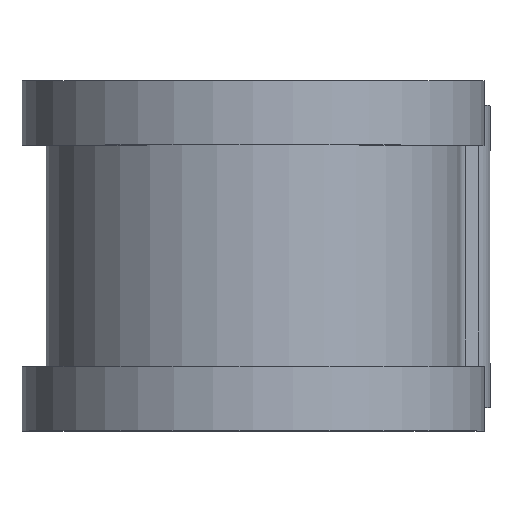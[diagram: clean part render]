
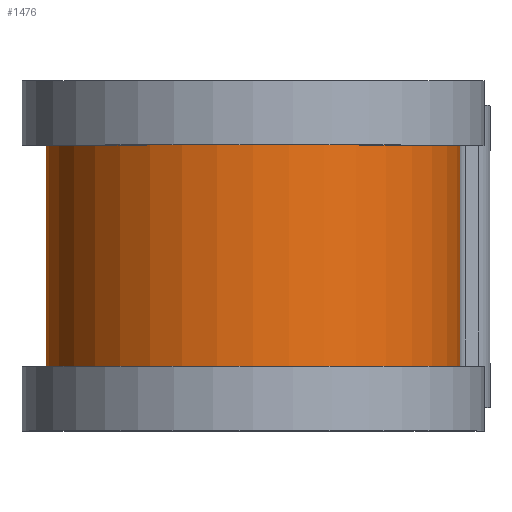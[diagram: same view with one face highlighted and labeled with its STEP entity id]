
A CAD part, top view. The second image highlights one B-rep face of the part: STEP entity #1476.
In plain terms, the highlighted cylindrical face has radius 13.056 mm (diameter 26.111 mm), a partial arc.
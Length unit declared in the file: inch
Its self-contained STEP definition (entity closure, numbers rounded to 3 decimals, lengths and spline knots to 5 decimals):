
#44 = AXIS2_PLACEMENT_3D ( 'NONE', #1718, #242, #1428 ) ;
#74 = VECTOR ( 'NONE', #641, 39.37008 ) ;
#76 = CIRCLE ( 'NONE', #1120, 0.514 ) ;
#81 = EDGE_LOOP ( 'NONE', ( #617, #1163, #1411, #1350 ) ) ;
#125 = CARTESIAN_POINT ( 'NONE',  ( 0., -0.275, 0. ) ) ;
#135 = DIRECTION ( 'NONE',  ( 0., 0., -1. ) ) ;
#141 = DIRECTION ( 'NONE',  ( 0., -1., 0. ) ) ;
#172 = VECTOR ( 'NONE', #1060, 39.37008 ) ;
#212 = VERTEX_POINT ( 'NONE', #828 ) ;
#242 = DIRECTION ( 'NONE',  ( 0., -1., 0. ) ) ;
#330 = CYLINDRICAL_SURFACE ( 'NONE', #44, 0.514 ) ;
#441 = EDGE_CURVE ( 'NONE', #1511, #1309, #520, .T. ) ;
#444 = LINE ( 'NONE', #819, #74 ) ;
#493 = CARTESIAN_POINT ( 'NONE',  ( 0., 0.275, 0. ) ) ;
#513 = EDGE_CURVE ( 'NONE', #1671, #1511, #444, .T. ) ;
#520 = CIRCLE ( 'NONE', #964, 0.514 ) ;
#611 = CARTESIAN_POINT ( 'NONE',  ( 0., -0.275, -0.514 ) ) ;
#617 = ORIENTED_EDGE ( 'NONE', *, *, #513, .F. ) ;
#627 = DIRECTION ( 'NONE',  ( 0., 0., -1. ) ) ;
#641 = DIRECTION ( 'NONE',  ( 0., -1., 0. ) ) ;
#671 = EDGE_CURVE ( 'NONE', #212, #1309, #905, .T. ) ;
#780 = CARTESIAN_POINT ( 'NONE',  ( 0.514, -0.275, 0. ) ) ;
#807 = CARTESIAN_POINT ( 'NONE',  ( 0.514, 0.275, 0. ) ) ;
#819 = CARTESIAN_POINT ( 'NONE',  ( 0.514, 0.375, 0. ) ) ;
#828 = CARTESIAN_POINT ( 'NONE',  ( 0., 0.275, -0.514 ) ) ;
#905 = LINE ( 'NONE', #1071, #172 ) ;
#964 = AXIS2_PLACEMENT_3D ( 'NONE', #125, #141, #135 ) ;
#1060 = DIRECTION ( 'NONE',  ( 0., -1., 0. ) ) ;
#1071 = CARTESIAN_POINT ( 'NONE',  ( 0., 0.375, -0.514 ) ) ;
#1120 = AXIS2_PLACEMENT_3D ( 'NONE', #493, #1420, #627 ) ;
#1163 = ORIENTED_EDGE ( 'NONE', *, *, #1385, .T. ) ;
#1309 = VERTEX_POINT ( 'NONE', #611 ) ;
#1350 = ORIENTED_EDGE ( 'NONE', *, *, #441, .F. ) ;
#1385 = EDGE_CURVE ( 'NONE', #1671, #212, #76, .T. ) ;
#1411 = ORIENTED_EDGE ( 'NONE', *, *, #671, .T. ) ;
#1420 = DIRECTION ( 'NONE',  ( 0., -1., 0. ) ) ;
#1428 = DIRECTION ( 'NONE',  ( 0., 0., -1. ) ) ;
#1467 = FACE_OUTER_BOUND ( 'NONE', #81, .T. ) ;
#1476 = ADVANCED_FACE ( 'NONE', ( #1467 ), #330, .T. ) ;
#1511 = VERTEX_POINT ( 'NONE', #780 ) ;
#1671 = VERTEX_POINT ( 'NONE', #807 ) ;
#1718 = CARTESIAN_POINT ( 'NONE',  ( 0., 0.375, 0. ) ) ;
